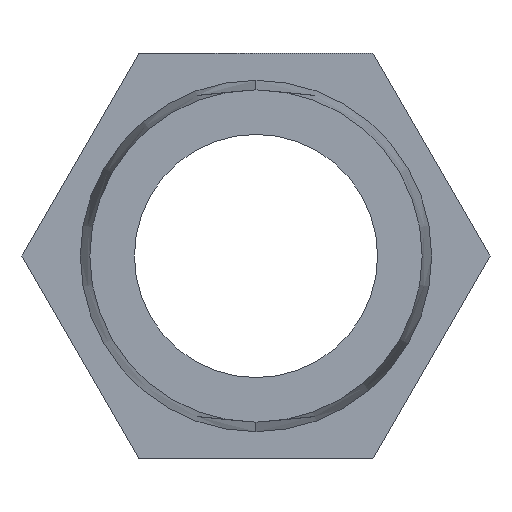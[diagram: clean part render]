
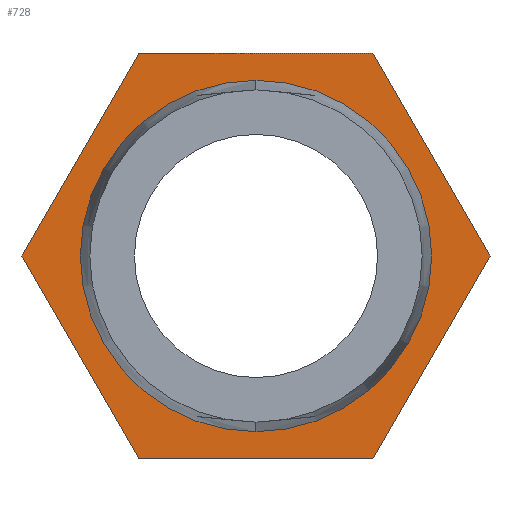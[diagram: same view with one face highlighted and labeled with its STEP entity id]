
A CAD part, left-side view. The second image highlights one B-rep face of the part: STEP entity #728.
In plain terms, the highlighted planar face has unit normal (-1, 0, 0).
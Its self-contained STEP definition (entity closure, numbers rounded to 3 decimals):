
#71 = DIRECTION ( 'NONE',  ( 0., -0.5, 0.866 ) ) ;
#149 = CARTESIAN_POINT ( 'NONE',  ( 10., -8.66, 0. ) ) ;
#209 = AXIS2_PLACEMENT_3D ( 'NONE', #2937, #4615, #2506 ) ;
#292 = EDGE_LOOP ( 'NONE', ( #2393, #5049 ) ) ;
#400 = AXIS2_PLACEMENT_3D ( 'NONE', #2995, #1628, #4288 ) ;
#562 = LINE ( 'NONE', #2719, #3054 ) ;
#590 = DIRECTION ( 'NONE',  ( 0., 0.5, -0.866 ) ) ;
#728 = ADVANCED_FACE ( 'NONE', ( #1669, #2195 ), #3360, .F. ) ;
#758 = VERTEX_POINT ( 'NONE', #5150 ) ;
#785 = ORIENTED_EDGE ( 'NONE', *, *, #1974, .F. ) ;
#819 = ORIENTED_EDGE ( 'NONE', *, *, #3131, .F. ) ;
#1009 = VERTEX_POINT ( 'NONE', #2460 ) ;
#1028 = CARTESIAN_POINT ( 'NONE',  ( 10., -4.33, 7.5 ) ) ;
#1175 = CARTESIAN_POINT ( 'NONE',  ( 10., 0., 6.5 ) ) ;
#1222 = CARTESIAN_POINT ( 'NONE',  ( 10., -4.33, 7.5 ) ) ;
#1428 = VERTEX_POINT ( 'NONE', #2954 ) ;
#1628 = DIRECTION ( 'NONE',  ( -1., 0., 0. ) ) ;
#1669 = FACE_BOUND ( 'NONE', #292, .T. ) ;
#1689 = CARTESIAN_POINT ( 'NONE',  ( 10., -4.33, -7.5 ) ) ;
#1800 = DIRECTION ( 'NONE',  ( 0., -1., 0. ) ) ;
#1879 = CARTESIAN_POINT ( 'NONE',  ( 10., 4.33, 7.5 ) ) ;
#1958 = LINE ( 'NONE', #2424, #2516 ) ;
#1974 = EDGE_CURVE ( 'NONE', #3682, #2187, #3324, .T. ) ;
#1999 = AXIS2_PLACEMENT_3D ( 'NONE', #2982, #4657, #4627 ) ;
#2080 = CIRCLE ( 'NONE', #400, 6.5 ) ;
#2185 = EDGE_LOOP ( 'NONE', ( #5354, #3276, #785, #4750, #4349, #819 ) ) ;
#2187 = VERTEX_POINT ( 'NONE', #149 ) ;
#2195 = FACE_OUTER_BOUND ( 'NONE', #2185, .T. ) ;
#2367 = VERTEX_POINT ( 'NONE', #1689 ) ;
#2393 = ORIENTED_EDGE ( 'NONE', *, *, #3935, .F. ) ;
#2424 = CARTESIAN_POINT ( 'NONE',  ( 10., -4.33, -7.5 ) ) ;
#2426 = VECTOR ( 'NONE', #71, 1000. ) ;
#2445 = EDGE_CURVE ( 'NONE', #2187, #2367, #562, .T. ) ;
#2460 = CARTESIAN_POINT ( 'NONE',  ( 10., 4.33, 7.5 ) ) ;
#2506 = DIRECTION ( 'NONE',  ( 0., 0., 1. ) ) ;
#2516 = VECTOR ( 'NONE', #3642, 1000. ) ;
#2615 = LINE ( 'NONE', #3863, #2426 ) ;
#2692 = VECTOR ( 'NONE', #5444, 1000. ) ;
#2719 = CARTESIAN_POINT ( 'NONE',  ( 10., -8.66, 0. ) ) ;
#2734 = VERTEX_POINT ( 'NONE', #3291 ) ;
#2818 = EDGE_CURVE ( 'NONE', #1428, #5188, #2080, .T. ) ;
#2937 = CARTESIAN_POINT ( 'NONE',  ( 10., 0., 0. ) ) ;
#2954 = CARTESIAN_POINT ( 'NONE',  ( 10., 0., -6.5 ) ) ;
#2963 = CARTESIAN_POINT ( 'NONE',  ( 10., 4.33, -7.5 ) ) ;
#2982 = CARTESIAN_POINT ( 'NONE',  ( 10., 0., 0. ) ) ;
#2995 = CARTESIAN_POINT ( 'NONE',  ( 10., 0., 0. ) ) ;
#3054 = VECTOR ( 'NONE', #590, 1000. ) ;
#3066 = EDGE_CURVE ( 'NONE', #2367, #758, #1958, .T. ) ;
#3131 = EDGE_CURVE ( 'NONE', #758, #2734, #5465, .T. ) ;
#3276 = ORIENTED_EDGE ( 'NONE', *, *, #2445, .F. ) ;
#3291 = CARTESIAN_POINT ( 'NONE',  ( 10., 8.66, 0. ) ) ;
#3324 = LINE ( 'NONE', #1222, #2692 ) ;
#3335 = EDGE_CURVE ( 'NONE', #2734, #1009, #2615, .T. ) ;
#3360 = PLANE ( 'NONE',  #1999 ) ;
#3396 = VECTOR ( 'NONE', #1800, 1000. ) ;
#3406 = VECTOR ( 'NONE', #5208, 1000. ) ;
#3642 = DIRECTION ( 'NONE',  ( 0., 1., 0. ) ) ;
#3682 = VERTEX_POINT ( 'NONE', #1028 ) ;
#3863 = CARTESIAN_POINT ( 'NONE',  ( 10., 8.66, 0. ) ) ;
#3935 = EDGE_CURVE ( 'NONE', #5188, #1428, #4277, .T. ) ;
#4277 = CIRCLE ( 'NONE', #209, 6.5 ) ;
#4288 = DIRECTION ( 'NONE',  ( 0., 0., 1. ) ) ;
#4334 = EDGE_CURVE ( 'NONE', #1009, #3682, #5147, .T. ) ;
#4349 = ORIENTED_EDGE ( 'NONE', *, *, #3335, .F. ) ;
#4615 = DIRECTION ( 'NONE',  ( -1., 0., 0. ) ) ;
#4627 = DIRECTION ( 'NONE',  ( 0., 0., -1. ) ) ;
#4657 = DIRECTION ( 'NONE',  ( 1., 0., 0. ) ) ;
#4750 = ORIENTED_EDGE ( 'NONE', *, *, #4334, .F. ) ;
#5049 = ORIENTED_EDGE ( 'NONE', *, *, #2818, .F. ) ;
#5147 = LINE ( 'NONE', #1879, #3396 ) ;
#5150 = CARTESIAN_POINT ( 'NONE',  ( 10., 4.33, -7.5 ) ) ;
#5188 = VERTEX_POINT ( 'NONE', #1175 ) ;
#5208 = DIRECTION ( 'NONE',  ( 0., 0.5, 0.866 ) ) ;
#5354 = ORIENTED_EDGE ( 'NONE', *, *, #3066, .F. ) ;
#5444 = DIRECTION ( 'NONE',  ( 0., -0.5, -0.866 ) ) ;
#5465 = LINE ( 'NONE', #2963, #3406 ) ;
